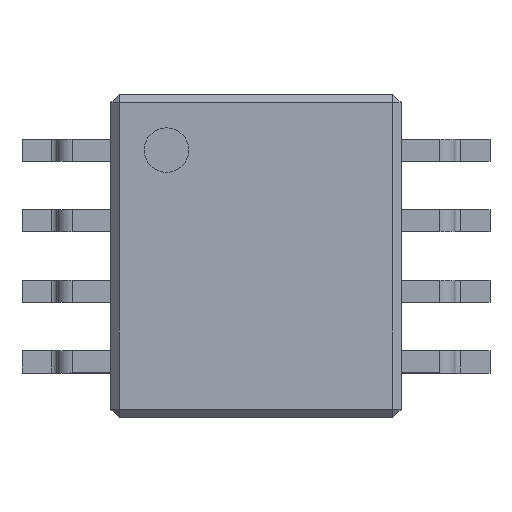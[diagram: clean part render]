
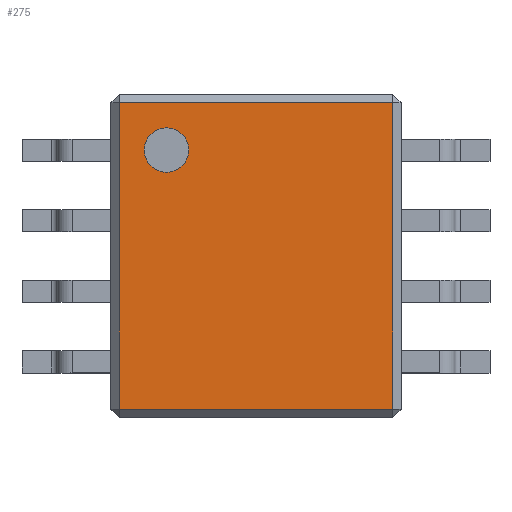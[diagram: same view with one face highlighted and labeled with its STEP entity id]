
A CAD part, top view. The second image highlights one B-rep face of the part: STEP entity #275.
In plain terms, the highlighted planar face has unit normal (0, 0, 1).
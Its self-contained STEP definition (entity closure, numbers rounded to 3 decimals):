
#13=DIRECTION('',(0.,0.,1.));
#14=DIRECTION('',(1.,0.,0.));
#71=VECTOR('',#72,1.);
#72=DIRECTION('',(0.,1.,0.));
#146=VERTEX_POINT('',#147);
#147=CARTESIAN_POINT('',(-2.46,-2.755,1.4));
#155=VERTEX_POINT('',#156);
#156=CARTESIAN_POINT('',(-2.46,2.755,1.4));
#161=ORIENTED_EDGE('',*,*,#162,.F.);
#162=EDGE_CURVE('',#146,#155,#163,.T.);
#163=LINE('',#164,#71);
#164=CARTESIAN_POINT('',(-2.46,-2.905,1.4));
#232=VECTOR('',#14,1.);
#275=ADVANCED_FACE('',(#276,#294),#303,.T.);
#276=FACE_BOUND('',#277,.T.);
#277=EDGE_LOOP('',(#161,#278,#284,#290));
#278=ORIENTED_EDGE('',*,*,#279,.T.);
#279=EDGE_CURVE('',#146,#280,#282,.T.);
#280=VERTEX_POINT('',#281);
#281=CARTESIAN_POINT('',(2.46,-2.755,1.4));
#282=LINE('',#283,#232);
#283=CARTESIAN_POINT('',(-2.61,-2.755,1.4));
#284=ORIENTED_EDGE('',*,*,#285,.T.);
#285=EDGE_CURVE('',#280,#286,#288,.T.);
#286=VERTEX_POINT('',#287);
#287=CARTESIAN_POINT('',(2.46,2.755,1.4));
#288=LINE('',#289,#71);
#289=CARTESIAN_POINT('',(2.46,-2.905,1.4));
#290=ORIENTED_EDGE('',*,*,#291,.F.);
#291=EDGE_CURVE('',#155,#286,#292,.T.);
#292=LINE('',#293,#232);
#293=CARTESIAN_POINT('',(-2.61,2.755,1.4));
#294=FACE_BOUND('',#295,.T.);
#295=EDGE_LOOP('',(#296));
#296=ORIENTED_EDGE('',*,*,#297,.F.);
#297=EDGE_CURVE('',#298,#298,#300,.T.);
#298=VERTEX_POINT('',#299);
#299=CARTESIAN_POINT('',(-1.21,1.905,1.4));
#300=CIRCLE('',#301,0.4);
#301=AXIS2_PLACEMENT_3D('',#302,#13,#14);
#302=CARTESIAN_POINT('',(-1.61,1.905,1.4));
#303=PLANE('',#304);
#304=AXIS2_PLACEMENT_3D('',#305,#13,#14);
#305=CARTESIAN_POINT('',(-2.61,-2.905,1.4));
